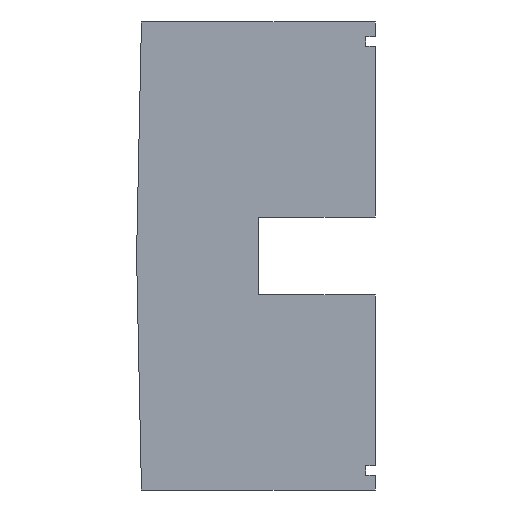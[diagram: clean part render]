
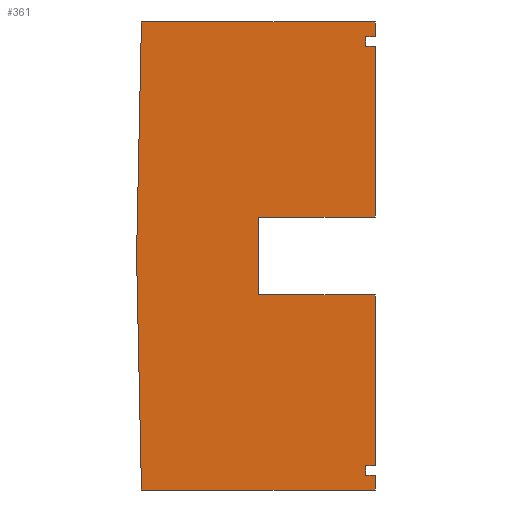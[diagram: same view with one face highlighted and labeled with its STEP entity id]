
A CAD part, left-side view. The second image highlights one B-rep face of the part: STEP entity #361.
In plain terms, the highlighted planar face has unit normal (-1, 0, 0).
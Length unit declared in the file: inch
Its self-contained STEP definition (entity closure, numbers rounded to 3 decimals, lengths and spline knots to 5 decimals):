
#15=FACE_OUTER_BOUND('',#34,.T.);
#34=EDGE_LOOP('',(#240,#241,#242,#243,#244,#245,#246,#247,#248,#249,#250,
#251,#252,#253,#254,#255,#256));
#53=LINE('',#508,#104);
#54=LINE('',#510,#105);
#55=LINE('',#512,#106);
#56=LINE('',#514,#107);
#57=LINE('',#516,#108);
#58=LINE('',#518,#109);
#59=LINE('',#520,#110);
#60=LINE('',#522,#111);
#61=LINE('',#524,#112);
#62=LINE('',#526,#113);
#63=LINE('',#528,#114);
#64=LINE('',#530,#115);
#65=LINE('',#532,#116);
#66=LINE('',#534,#117);
#67=LINE('',#536,#118);
#68=LINE('',#538,#119);
#69=LINE('',#539,#120);
#104=VECTOR('',#417,0.3937);
#105=VECTOR('',#418,0.3937);
#106=VECTOR('',#419,0.3937);
#107=VECTOR('',#420,0.3937);
#108=VECTOR('',#421,0.3937);
#109=VECTOR('',#422,0.3937);
#110=VECTOR('',#423,0.3937);
#111=VECTOR('',#424,0.3937);
#112=VECTOR('',#425,0.3937);
#113=VECTOR('',#426,0.3937);
#114=VECTOR('',#427,0.3937);
#115=VECTOR('',#428,0.3937);
#116=VECTOR('',#429,0.3937);
#117=VECTOR('',#430,0.3937);
#118=VECTOR('',#431,0.3937);
#119=VECTOR('',#432,0.3937);
#120=VECTOR('',#433,0.3937);
#155=VERTEX_POINT('',#506);
#156=VERTEX_POINT('',#507);
#157=VERTEX_POINT('',#509);
#158=VERTEX_POINT('',#511);
#159=VERTEX_POINT('',#513);
#160=VERTEX_POINT('',#515);
#161=VERTEX_POINT('',#517);
#162=VERTEX_POINT('',#519);
#163=VERTEX_POINT('',#521);
#164=VERTEX_POINT('',#523);
#165=VERTEX_POINT('',#525);
#166=VERTEX_POINT('',#527);
#167=VERTEX_POINT('',#529);
#168=VERTEX_POINT('',#531);
#169=VERTEX_POINT('',#533);
#170=VERTEX_POINT('',#535);
#171=VERTEX_POINT('',#537);
#189=EDGE_CURVE('',#155,#156,#53,.T.);
#190=EDGE_CURVE('',#157,#155,#54,.T.);
#191=EDGE_CURVE('',#158,#157,#55,.T.);
#192=EDGE_CURVE('',#159,#158,#56,.T.);
#193=EDGE_CURVE('',#160,#159,#57,.T.);
#194=EDGE_CURVE('',#161,#160,#58,.T.);
#195=EDGE_CURVE('',#162,#161,#59,.T.);
#196=EDGE_CURVE('',#163,#162,#60,.T.);
#197=EDGE_CURVE('',#164,#163,#61,.T.);
#198=EDGE_CURVE('',#165,#164,#62,.T.);
#199=EDGE_CURVE('',#166,#165,#63,.T.);
#200=EDGE_CURVE('',#167,#166,#64,.T.);
#201=EDGE_CURVE('',#168,#167,#65,.T.);
#202=EDGE_CURVE('',#169,#168,#66,.T.);
#203=EDGE_CURVE('',#170,#169,#67,.T.);
#204=EDGE_CURVE('',#171,#170,#68,.T.);
#205=EDGE_CURVE('',#156,#171,#69,.T.);
#240=ORIENTED_EDGE('',*,*,#189,.F.);
#241=ORIENTED_EDGE('',*,*,#190,.F.);
#242=ORIENTED_EDGE('',*,*,#191,.F.);
#243=ORIENTED_EDGE('',*,*,#192,.F.);
#244=ORIENTED_EDGE('',*,*,#193,.F.);
#245=ORIENTED_EDGE('',*,*,#194,.F.);
#246=ORIENTED_EDGE('',*,*,#195,.F.);
#247=ORIENTED_EDGE('',*,*,#196,.F.);
#248=ORIENTED_EDGE('',*,*,#197,.F.);
#249=ORIENTED_EDGE('',*,*,#198,.F.);
#250=ORIENTED_EDGE('',*,*,#199,.F.);
#251=ORIENTED_EDGE('',*,*,#200,.F.);
#252=ORIENTED_EDGE('',*,*,#201,.F.);
#253=ORIENTED_EDGE('',*,*,#202,.F.);
#254=ORIENTED_EDGE('',*,*,#203,.F.);
#255=ORIENTED_EDGE('',*,*,#204,.F.);
#256=ORIENTED_EDGE('',*,*,#205,.F.);
#342=PLANE('',#394);
#361=ADVANCED_FACE('',(#15),#342,.F.);
#394=AXIS2_PLACEMENT_3D('',#505,#415,#416);
#415=DIRECTION('center_axis',(1.,0.,0.));
#416=DIRECTION('ref_axis',(0.,-1.,0.));
#417=DIRECTION('',(0.,-0.021,1.));
#418=DIRECTION('',(0.,0.021,1.));
#419=DIRECTION('',(0.,1.,0.));
#420=DIRECTION('',(0.,0.,-1.));
#421=DIRECTION('',(0.,-1.,0.));
#422=DIRECTION('',(0.,0.,-1.));
#423=DIRECTION('',(0.,1.,0.));
#424=DIRECTION('',(0.,0.,-1.));
#425=DIRECTION('',(0.,-1.,0.));
#426=DIRECTION('',(0.,0.,-1.));
#427=DIRECTION('',(0.,1.,0.));
#428=DIRECTION('',(0.,0.,-1.));
#429=DIRECTION('',(0.,-1.,0.));
#430=DIRECTION('',(0.,0.,-1.));
#431=DIRECTION('',(0.,1.,0.));
#432=DIRECTION('',(0.,0.,-1.));
#433=DIRECTION('',(0.,-1.,0.));
#505=CARTESIAN_POINT('Origin',(320.7,146.125,-4.));
#506=CARTESIAN_POINT('',(320.7,146.125,-10.));
#507=CARTESIAN_POINT('',(320.7,146.,-4.));
#508=CARTESIAN_POINT('',(320.7,146.06253,-7.0013));
#509=CARTESIAN_POINT('',(320.7,146.,-16.));
#510=CARTESIAN_POINT('',(320.7,146.12497,-10.0013));
#511=CARTESIAN_POINT('',(320.7,140.,-16.));
#512=CARTESIAN_POINT('',(320.7,144.5625,-16.));
#513=CARTESIAN_POINT('',(320.7,140.,-15.625));
#514=CARTESIAN_POINT('',(320.7,140.,-2.));
#515=CARTESIAN_POINT('',(320.7,140.25,-15.625));
#516=CARTESIAN_POINT('',(320.7,143.0625,-15.625));
#517=CARTESIAN_POINT('',(320.7,140.25,-15.375));
#518=CARTESIAN_POINT('',(320.7,140.25,-9.8125));
#519=CARTESIAN_POINT('',(320.7,140.,-15.375));
#520=CARTESIAN_POINT('',(320.7,143.1875,-15.375));
#521=CARTESIAN_POINT('',(320.7,140.,-11.));
#522=CARTESIAN_POINT('',(320.7,140.,-2.));
#523=CARTESIAN_POINT('',(320.7,143.,-11.));
#524=CARTESIAN_POINT('',(320.7,143.0625,-11.));
#525=CARTESIAN_POINT('',(320.7,143.,-9.));
#526=CARTESIAN_POINT('',(320.7,143.,-7.5));
#527=CARTESIAN_POINT('',(320.7,140.,-9.));
#528=CARTESIAN_POINT('',(320.7,144.5625,-9.));
#529=CARTESIAN_POINT('',(320.7,140.,-4.625));
#530=CARTESIAN_POINT('',(320.7,140.,-2.));
#531=CARTESIAN_POINT('',(320.7,140.25,-4.625));
#532=CARTESIAN_POINT('',(320.7,143.0625,-4.625));
#533=CARTESIAN_POINT('',(320.7,140.25,-4.375));
#534=CARTESIAN_POINT('',(320.7,140.25,-4.3125));
#535=CARTESIAN_POINT('',(320.7,140.,-4.375));
#536=CARTESIAN_POINT('',(320.7,143.1875,-4.375));
#537=CARTESIAN_POINT('',(320.7,140.,-4.));
#538=CARTESIAN_POINT('',(320.7,140.,-2.));
#539=CARTESIAN_POINT('',(320.7,144.5625,-4.));
